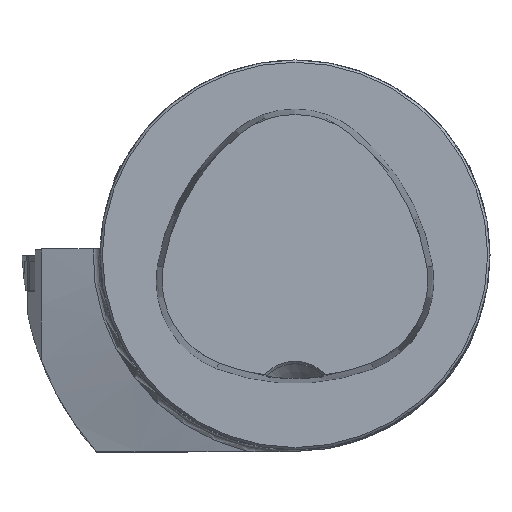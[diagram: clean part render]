
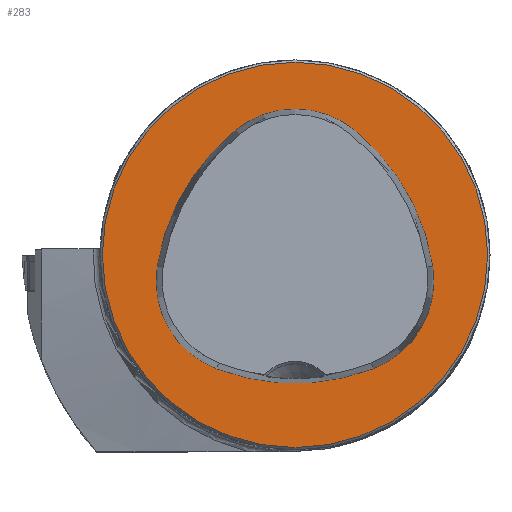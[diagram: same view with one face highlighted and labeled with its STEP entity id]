
A CAD part, top view. The second image highlights one B-rep face of the part: STEP entity #283.
In plain terms, the highlighted planar face has unit normal (0, 0, 1).
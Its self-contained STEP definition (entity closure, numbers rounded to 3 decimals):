
#122=FACE_BOUND('',#615,.T.);
#123=FACE_BOUND('',#616,.T.);
#221=CIRCLE('',#2587,28.075);
#223=CIRCLE('',#2590,28.075);
#224=CIRCLE('',#2591,12.075);
#225=CIRCLE('',#2592,28.075);
#226=CIRCLE('',#2593,12.075);
#227=CIRCLE('',#2594,12.075);
#228=CIRCLE('',#2595,24.7);
#283=ADVANCED_FACE('CU_FL_N1_SU_1',(#122,#123),#414,.T.);
#414=PLANE('',#2596);
#615=EDGE_LOOP('',(#1036,#1037,#1038,#1039,#1040,#1041));
#616=EDGE_LOOP('',(#1042));
#1036=ORIENTED_EDGE('',*,*,#1949,.F.);
#1037=ORIENTED_EDGE('',*,*,#1950,.F.);
#1038=ORIENTED_EDGE('',*,*,#1951,.F.);
#1039=ORIENTED_EDGE('',*,*,#1952,.F.);
#1040=ORIENTED_EDGE('',*,*,#1946,.F.);
#1041=ORIENTED_EDGE('',*,*,#1953,.F.);
#1042=ORIENTED_EDGE('',*,*,#1954,.T.);
#1703=VERTEX_POINT('',#4085);
#1704=VERTEX_POINT('',#4087);
#1706=VERTEX_POINT('',#4093);
#1707=VERTEX_POINT('',#4094);
#1708=VERTEX_POINT('',#4096);
#1709=VERTEX_POINT('',#4098);
#1710=VERTEX_POINT('',#4102);
#1946=EDGE_CURVE('',#1703,#1704,#221,.T.);
#1949=EDGE_CURVE('',#1706,#1707,#223,.T.);
#1950=EDGE_CURVE('',#1708,#1706,#224,.T.);
#1951=EDGE_CURVE('',#1709,#1708,#225,.T.);
#1952=EDGE_CURVE('',#1704,#1709,#226,.T.);
#1953=EDGE_CURVE('',#1707,#1703,#227,.T.);
#1954=EDGE_CURVE('',#1710,#1710,#228,.T.);
#2587=AXIS2_PLACEMENT_3D('',#4086,#2920,#2921);
#2590=AXIS2_PLACEMENT_3D('',#4092,#2927,#2928);
#2591=AXIS2_PLACEMENT_3D('',#4095,#2929,#2930);
#2592=AXIS2_PLACEMENT_3D('',#4097,#2931,#2932);
#2593=AXIS2_PLACEMENT_3D('',#4099,#2933,#2934);
#2594=AXIS2_PLACEMENT_3D('',#4100,#2935,#2936);
#2595=AXIS2_PLACEMENT_3D('',#4101,#2937,#2938);
#2596=AXIS2_PLACEMENT_3D('',#4103,#2939,#2940);
#2920=DIRECTION('',(0.,0.,1.));
#2921=DIRECTION('',(1.,0.,0.));
#2927=DIRECTION('',(0.,0.,1.));
#2928=DIRECTION('',(1.,0.,0.));
#2929=DIRECTION('',(0.,0.,1.));
#2930=DIRECTION('',(1.,0.,0.));
#2931=DIRECTION('',(0.,0.,1.));
#2932=DIRECTION('',(1.,0.,0.));
#2933=DIRECTION('',(0.,0.,1.));
#2934=DIRECTION('',(1.,0.,0.));
#2935=DIRECTION('',(0.,0.,1.));
#2936=DIRECTION('',(1.,0.,0.));
#2937=DIRECTION('',(0.,0.,1.));
#2938=DIRECTION('',(1.,0.,0.));
#2939=DIRECTION('',(0.,0.,1.));
#2940=DIRECTION('',(1.,0.,0.));
#4085=CARTESIAN_POINT('',(-10.05,-14.595,0.));
#4086=CARTESIAN_POINT('',(0.,11.62,0.));
#4087=CARTESIAN_POINT('',(10.05,-14.595,0.));
#4092=CARTESIAN_POINT('',(10.078,-5.807,0.));
#4093=CARTESIAN_POINT('',(-7.606,15.999,0.));
#4094=CARTESIAN_POINT('',(-17.656,-1.443,0.));
#4095=CARTESIAN_POINT('',(0.,6.62,0.));
#4096=CARTESIAN_POINT('',(7.606,15.999,0.));
#4097=CARTESIAN_POINT('',(-10.078,-5.807,0.));
#4098=CARTESIAN_POINT('',(17.656,-1.443,0.));
#4099=CARTESIAN_POINT('',(5.727,-3.32,0.));
#4100=CARTESIAN_POINT('',(-5.727,-3.32,0.));
#4101=CARTESIAN_POINT('',(0.,0.,0.));
#4102=CARTESIAN_POINT('',(24.7,0.,0.));
#4103=CARTESIAN_POINT('',(0.,0.,0.));
